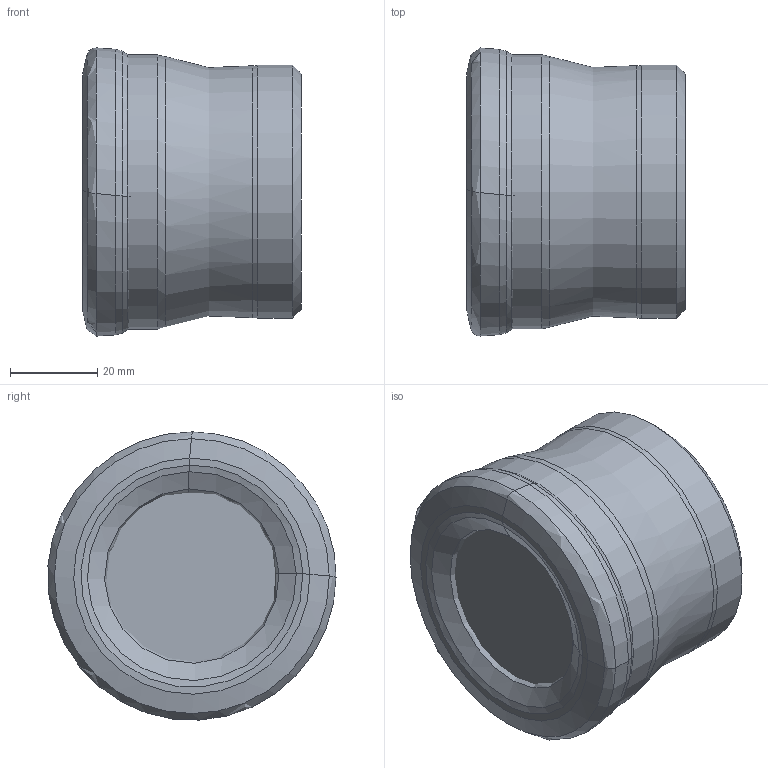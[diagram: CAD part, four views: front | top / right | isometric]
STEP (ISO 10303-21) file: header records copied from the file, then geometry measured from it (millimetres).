
FILE_DESCRIPTION(/* description */ (''),/* implementation_level */ '2;1');
FILE_NAME(/* name */ 'AHFMC-WD0805D-D066-A27-Z05-H-LIGHT_x_t.stp',/* time_stamp */ '2023-10-12T11:13:43+03:00',/* author */ (''),/* organization */ (''),/* preprocessor_version */ 'ST-DEVELOPER v19.4',/* originating_system */ 'SIEMENS PLM Software NX2306.5001',/* authorisation */ '');
FILE_SCHEMA (('AUTOMOTIVE_DESIGN { 1 0 10303 214 3 1 1 1 }'));
Length unit declared in the file: millimetre
Products named in the file (1): AHFMC-WD0805D-D066-A27-Z05-H-LIGHT_x_t_objects
Bounding box: 50 x 65.92 x 65.95 mm (x, y, z)
Volume: 157323.8 mm3; surface area: 22146.9 mm2
Topology: 2 solids, 2 shells, 48 faces, 92 edges, 47 vertices
Faces by surface type: bspline 29, torus 9, plane 5, revolution 3, cylinder 2
Full cylindrical faces by diameter (mm): 58 x1, 62.75 x1
Entity records: 1447 total; most frequent: CARTESIAN_POINT 584, DIRECTION 167, ORIENTED_EDGE 154, EDGE_CURVE 77, AXIS2_PLACEMENT_3D 70, EDGE_LOOP 64, CIRCLE 53, ADVANCED_FACE 48
